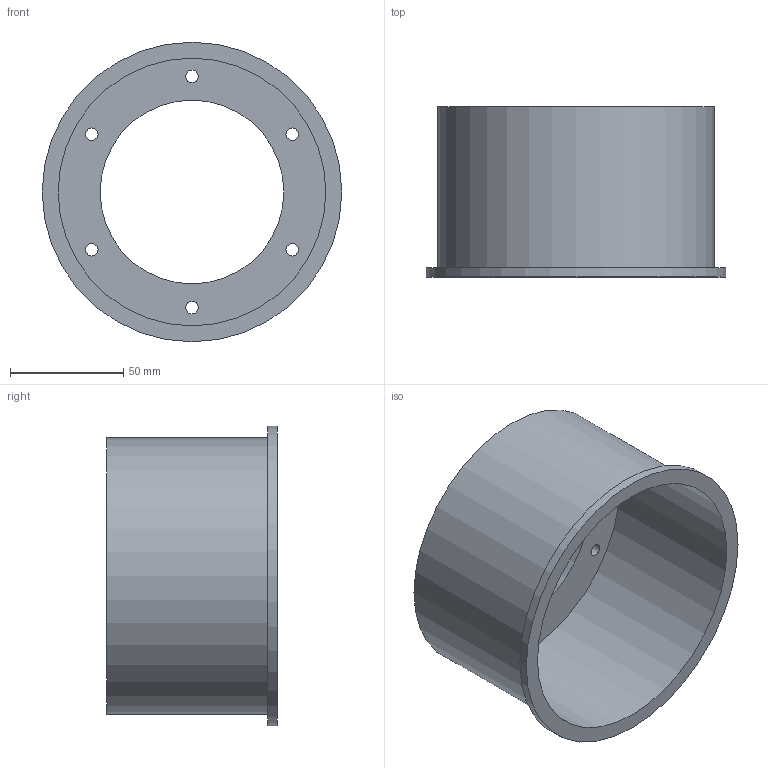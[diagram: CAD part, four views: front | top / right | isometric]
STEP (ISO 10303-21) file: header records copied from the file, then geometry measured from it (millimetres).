
FILE_DESCRIPTION(/* description */ (''),/* implementation_level */ '2;1');
FILE_NAME(/* name */ 'Cylinder Segment Camera Only v0.2.stp',/* time_stamp */ '2025-02-14T09:28:36-05:00',/* author */ ('mayhe'),/* organization */ (''),/* preprocessor_version */ 'ST-DEVELOPER v20',/* originating_system */ 'Autodesk Inventor 2025',/* authorisation */ '');
FILE_SCHEMA (('AUTOMOTIVE_DESIGN { 1 0 10303 214 3 1 1 }'));
Length unit declared in the file: millimetre
Products named in the file (1): Cylinder Replacement- 11
Bounding box: 132 x 75 x 132 mm (x, y, z)
Volume: 108496.5 mm3; surface area: 74012 mm2
Topology: 1 solids, 1 shells, 26 faces, 48 edges, 32 vertices
Faces by surface type: cylinder 16, plane 10
Full cylindrical faces by diameter (mm): 5.5 x6, 7 x6, 81 x1, 118 x1, 122 x1, 132 x1
Entity records: 735 total; most frequent: DIRECTION 134, CARTESIAN_POINT 107, ORIENTED_EDGE 96, AXIS2_PLACEMENT_3D 59, EDGE_LOOP 48, EDGE_CURVE 48, CIRCLE 32, VERTEX_POINT 32
